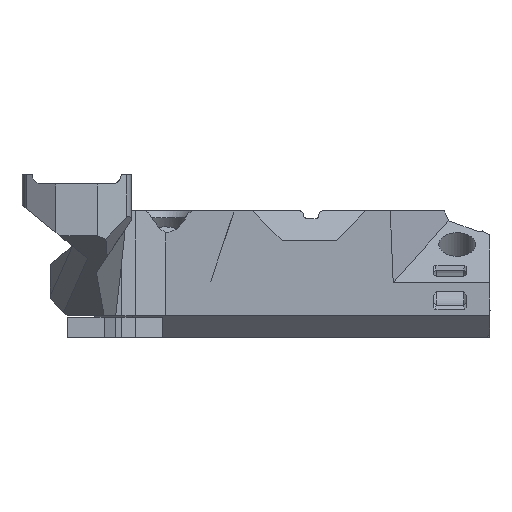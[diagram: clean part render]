
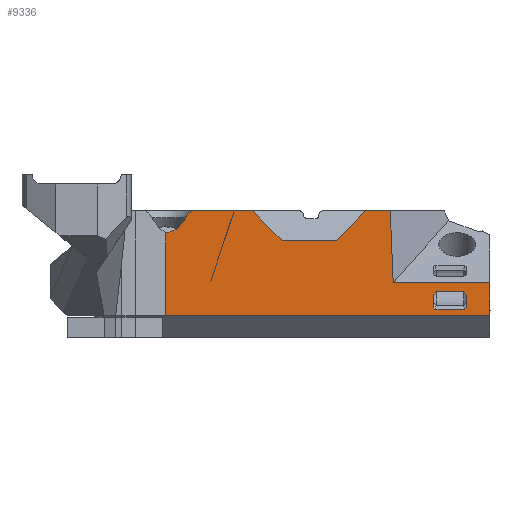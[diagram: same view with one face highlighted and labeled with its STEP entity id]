
A CAD part, front view. The second image highlights one B-rep face of the part: STEP entity #9336.
In plain terms, the highlighted planar face has unit normal (0, -1, 0).
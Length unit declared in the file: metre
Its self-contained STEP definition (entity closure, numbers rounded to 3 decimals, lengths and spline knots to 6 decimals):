
#34=B_SPLINE_CURVE_WITH_KNOTS('',3,(#13933,#13934,#13935,#13936),
 .UNSPECIFIED.,.F.,.F.,(4,4),(0.,1.),.UNSPECIFIED.);
#245=ELLIPSE('',#9844,0.005445,0.0035);
#1753=ORIENTED_EDGE('',*,*,#3777,.T.);
#1754=ORIENTED_EDGE('',*,*,#3778,.T.);
#1755=ORIENTED_EDGE('',*,*,#3779,.T.);
#1756=ORIENTED_EDGE('',*,*,#3780,.F.);
#1757=ORIENTED_EDGE('',*,*,#3781,.T.);
#1758=ORIENTED_EDGE('',*,*,#3782,.T.);
#1759=ORIENTED_EDGE('',*,*,#3783,.T.);
#1760=ORIENTED_EDGE('',*,*,#3784,.F.);
#1761=ORIENTED_EDGE('',*,*,#3785,.T.);
#1762=ORIENTED_EDGE('',*,*,#3786,.T.);
#1763=ORIENTED_EDGE('',*,*,#3787,.T.);
#1764=ORIENTED_EDGE('',*,*,#3788,.F.);
#1765=ORIENTED_EDGE('',*,*,#3789,.T.);
#1766=ORIENTED_EDGE('',*,*,#3790,.F.);
#1767=ORIENTED_EDGE('',*,*,#3791,.T.);
#1768=ORIENTED_EDGE('',*,*,#3792,.F.);
#1769=ORIENTED_EDGE('',*,*,#3793,.F.);
#1770=ORIENTED_EDGE('',*,*,#3794,.F.);
#1771=ORIENTED_EDGE('',*,*,#3795,.T.);
#1772=ORIENTED_EDGE('',*,*,#3796,.T.);
#1773=ORIENTED_EDGE('',*,*,#3797,.T.);
#1774=ORIENTED_EDGE('',*,*,#3798,.T.);
#3777=EDGE_CURVE('',#4909,#4910,#6050,.T.);
#3778=EDGE_CURVE('',#4910,#4911,#34,.T.);
#3779=EDGE_CURVE('',#4911,#4912,#245,.T.);
#3780=EDGE_CURVE('',#4913,#4912,#6051,.T.);
#3781=EDGE_CURVE('',#4913,#4914,#6052,.T.);
#3782=EDGE_CURVE('',#4914,#4915,#6053,.T.);
#3783=EDGE_CURVE('',#4915,#4916,#6054,.T.);
#3784=EDGE_CURVE('',#4917,#4916,#6055,.T.);
#3785=EDGE_CURVE('',#4917,#4918,#6056,.T.);
#3786=EDGE_CURVE('',#4918,#4919,#6057,.T.);
#3787=EDGE_CURVE('',#4919,#4920,#6058,.T.);
#3788=EDGE_CURVE('',#4921,#4920,#6059,.T.);
#3789=EDGE_CURVE('',#4921,#4922,#6060,.T.);
#3790=EDGE_CURVE('',#4909,#4922,#6061,.T.);
#3791=EDGE_CURVE('',#4923,#4924,#6062,.T.);
#3792=EDGE_CURVE('',#4925,#4924,#6063,.T.);
#3793=EDGE_CURVE('',#4926,#4925,#6064,.T.);
#3794=EDGE_CURVE('',#4927,#4926,#6065,.T.);
#3795=EDGE_CURVE('',#4927,#4928,#6066,.T.);
#3796=EDGE_CURVE('',#4928,#4929,#6067,.T.);
#3797=EDGE_CURVE('',#4929,#4930,#6068,.T.);
#3798=EDGE_CURVE('',#4930,#4923,#6069,.T.);
#4909=VERTEX_POINT('',#13931);
#4910=VERTEX_POINT('',#13932);
#4911=VERTEX_POINT('',#13937);
#4912=VERTEX_POINT('',#13939);
#4913=VERTEX_POINT('',#13941);
#4914=VERTEX_POINT('',#13943);
#4915=VERTEX_POINT('',#13945);
#4916=VERTEX_POINT('',#13947);
#4917=VERTEX_POINT('',#13949);
#4918=VERTEX_POINT('',#13951);
#4919=VERTEX_POINT('',#13953);
#4920=VERTEX_POINT('',#13955);
#4921=VERTEX_POINT('',#13957);
#4922=VERTEX_POINT('',#13959);
#4923=VERTEX_POINT('',#13962);
#4924=VERTEX_POINT('',#13963);
#4925=VERTEX_POINT('',#13965);
#4926=VERTEX_POINT('',#13967);
#4927=VERTEX_POINT('',#13969);
#4928=VERTEX_POINT('',#13971);
#4929=VERTEX_POINT('',#13973);
#4930=VERTEX_POINT('',#13975);
#6050=LINE('',#13930,#7236);
#6051=LINE('',#13940,#7237);
#6052=LINE('',#13942,#7238);
#6053=LINE('',#13944,#7239);
#6054=LINE('',#13946,#7240);
#6055=LINE('',#13948,#7241);
#6056=LINE('',#13950,#7242);
#6057=LINE('',#13952,#7243);
#6058=LINE('',#13954,#7244);
#6059=LINE('',#13956,#7245);
#6060=LINE('',#13958,#7246);
#6061=LINE('',#13960,#7247);
#6062=LINE('',#13961,#7248);
#6063=LINE('',#13964,#7249);
#6064=LINE('',#13966,#7250);
#6065=LINE('',#13968,#7251);
#6066=LINE('',#13970,#7252);
#6067=LINE('',#13972,#7253);
#6068=LINE('',#13974,#7254);
#6069=LINE('',#13976,#7255);
#7236=VECTOR('',#11357,1.);
#7237=VECTOR('',#11360,1.);
#7238=VECTOR('',#11361,1.);
#7239=VECTOR('',#11362,1.);
#7240=VECTOR('',#11363,1.);
#7241=VECTOR('',#11364,1.);
#7242=VECTOR('',#11365,1.);
#7243=VECTOR('',#11366,1.);
#7244=VECTOR('',#11367,1.);
#7245=VECTOR('',#11368,1.);
#7246=VECTOR('',#11369,1.);
#7247=VECTOR('',#11370,1.);
#7248=VECTOR('',#11371,1.);
#7249=VECTOR('',#11372,1.);
#7250=VECTOR('',#11373,1.);
#7251=VECTOR('',#11374,1.);
#7252=VECTOR('',#11375,1.);
#7253=VECTOR('',#11376,1.);
#7254=VECTOR('',#11377,1.);
#7255=VECTOR('',#11378,1.);
#7965=EDGE_LOOP('',(#1753,#1754,#1755,#1756,#1757,#1758,#1759,#1760,#1761,
#1762,#1763,#1764,#1765,#1766));
#7966=EDGE_LOOP('',(#1767,#1768,#1769,#1770,#1771,#1772,#1773,#1774));
#8489=FACE_BOUND('',#7965,.T.);
#8490=FACE_BOUND('',#7966,.T.);
#8954=PLANE('',#9843);
#9336=ADVANCED_FACE('',(#8489,#8490),#8954,.F.);
#9843=AXIS2_PLACEMENT_3D('',#13929,#11355,#11356);
#9844=AXIS2_PLACEMENT_3D('',#13938,#11358,#11359);
#11355=DIRECTION('',(0.,1.,0.));
#11356=DIRECTION('',(0.,0.,1.));
#11357=DIRECTION('',(-1.,0.,0.));
#11358=DIRECTION('',(0.,1.,0.));
#11359=DIRECTION('',(0.,0.,-1.));
#11360=DIRECTION('',(0.,0.,1.));
#11361=DIRECTION('',(-0.999,0.,-0.046));
#11362=DIRECTION('',(0.,0.,-1.));
#11363=DIRECTION('',(1.,0.,0.));
#11364=DIRECTION('',(0.,0.,-1.));
#11365=DIRECTION('',(-1.,0.,0.));
#11366=DIRECTION('',(-0.041,0.,0.999));
#11367=DIRECTION('',(-1.,0.,0.));
#11368=DIRECTION('',(0.707,0.,0.707));
#11369=DIRECTION('',(-1.,0.,0.));
#11370=DIRECTION('',(0.707,0.,-0.707));
#11371=DIRECTION('',(0.,0.,-1.));
#11372=DIRECTION('',(0.705,0.,0.709));
#11373=DIRECTION('',(1.,0.,0.));
#11374=DIRECTION('',(0.705,0.,-0.709));
#11375=DIRECTION('',(0.,0.,1.));
#11376=DIRECTION('',(0.707,0.,0.707));
#11377=DIRECTION('',(1.,0.,0.));
#11378=DIRECTION('',(0.707,0.,-0.707));
#13929=CARTESIAN_POINT('',(-0.020067,-0.000624,0.056547));
#13930=CARTESIAN_POINT('',(-0.010001,-0.000624,0.071665));
#13931=CARTESIAN_POINT('',(-0.007499,-0.000624,0.071665));
#13932=CARTESIAN_POINT('',(-0.015202,-0.000624,0.071665));
#13933=CARTESIAN_POINT('',(-0.015202,-0.000624,0.071665));
#13934=CARTESIAN_POINT('',(-0.01539,-0.000624,0.071547));
#13935=CARTESIAN_POINT('',(-0.015578,-0.000624,0.071429));
#13936=CARTESIAN_POINT('',(-0.015766,-0.000624,0.071312));
#13937=CARTESIAN_POINT('',(-0.015766,-0.000619,0.07131));
#13938=CARTESIAN_POINT('',(-0.018701,-0.000624,0.074278));
#13939=CARTESIAN_POINT('',(-0.018614,-0.000624,0.068835));
#13940=CARTESIAN_POINT('',(-0.018614,-0.000624,0.076525));
#13941=CARTESIAN_POINT('',(-0.018614,-0.000624,0.062756));
#13942=CARTESIAN_POINT('',(-0.01598,-0.000624,0.062877));
#13943=CARTESIAN_POINT('',(-0.018628,-0.000624,0.062756));
#13944=CARTESIAN_POINT('',(-0.018628,-0.000624,0.076525));
#13945=CARTESIAN_POINT('',(-0.018628,-0.000624,0.058261));
#13946=CARTESIAN_POINT('',(-0.020067,-0.000624,0.058261));
#13947=CARTESIAN_POINT('',(0.02292,-0.000624,0.058261));
#13948=CARTESIAN_POINT('',(0.02292,-0.000624,0.062231));
#13949=CARTESIAN_POINT('',(0.02292,-0.000624,0.062479));
#13950=CARTESIAN_POINT('',(-0.020067,-0.000624,0.062479));
#13951=CARTESIAN_POINT('',(0.010524,-0.000624,0.062479));
#13952=CARTESIAN_POINT('',(0.010335,-0.000624,0.06704));
#13953=CARTESIAN_POINT('',(0.010144,-0.000624,0.071664));
#13954=CARTESIAN_POINT('',(-0.010001,-0.000624,0.071665));
#13955=CARTESIAN_POINT('',(0.007029,-0.000624,0.071664));
#13956=CARTESIAN_POINT('',(-0.003678,-0.000624,0.060957));
#13957=CARTESIAN_POINT('',(0.003229,-0.000624,0.067864));
#13958=CARTESIAN_POINT('',(-0.010276,-0.000624,0.067865));
#13959=CARTESIAN_POINT('',(-0.003699,-0.000624,0.067865));
#13960=CARTESIAN_POINT('',(-0.006582,-0.000624,0.070748));
#13961=CARTESIAN_POINT('',(0.019934,-0.000624,0.060027));
#13962=CARTESIAN_POINT('',(0.019934,-0.000624,0.060879));
#13963=CARTESIAN_POINT('',(0.019934,-0.000624,0.059313));
#13964=CARTESIAN_POINT('',(-0.001347,-0.000624,0.037923));
#13965=CARTESIAN_POINT('',(0.0197,-0.000624,0.059079));
#13966=CARTESIAN_POINT('',(0.017784,-0.000624,0.059079));
#13967=CARTESIAN_POINT('',(0.015868,-0.000624,0.059079));
#13968=CARTESIAN_POINT('',(-0.000741,-0.000624,
0.075773));
#13969=CARTESIAN_POINT('',(0.015634,-0.000624,0.059313));
#13970=CARTESIAN_POINT('',(0.015634,-0.000624,0.060349));
#13971=CARTESIAN_POINT('',(0.015634,-0.000624,0.060879));
#13972=CARTESIAN_POINT('',(0.015834,-0.000624,0.061079));
#13973=CARTESIAN_POINT('',(0.016034,-0.000624,0.061279));
#13974=CARTESIAN_POINT('',(0.017784,-0.000624,0.061279));
#13975=CARTESIAN_POINT('',(0.019534,-0.000624,0.061279));
#13976=CARTESIAN_POINT('',(0.019734,-0.000624,0.061079));
